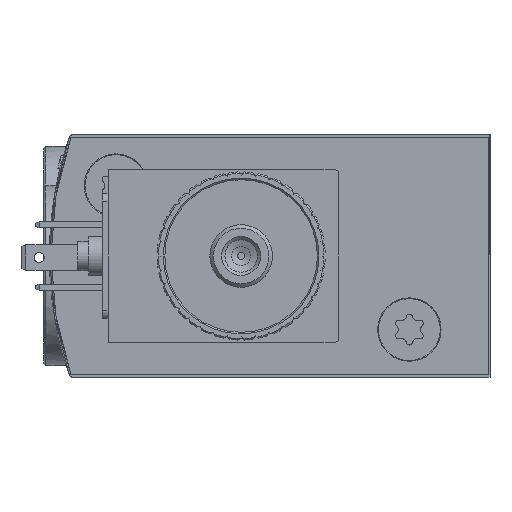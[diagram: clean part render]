
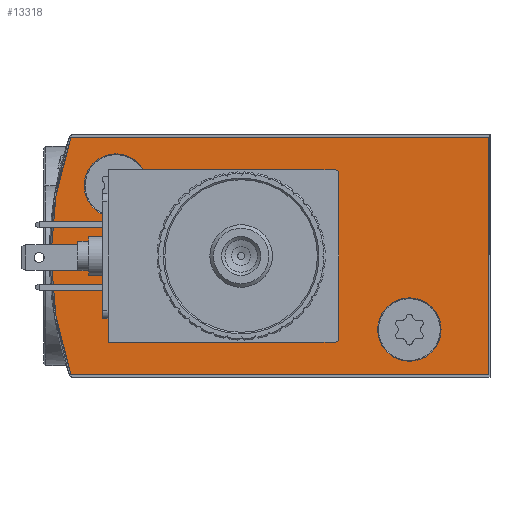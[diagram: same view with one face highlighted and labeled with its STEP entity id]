
A CAD part, left-side view. The second image highlights one B-rep face of the part: STEP entity #13318.
In plain terms, the highlighted planar face has unit normal (-1, 0, 0).
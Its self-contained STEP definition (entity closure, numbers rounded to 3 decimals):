
#1104=LINE('',#22756,#2276);
#1107=LINE('',#22764,#2279);
#1110=LINE('',#22770,#2282);
#2276=VECTOR('',#18655,1000.);
#2279=VECTOR('',#18662,1000.);
#2282=VECTOR('',#18667,1000.);
#4530=ORIENTED_EDGE('',*,*,#7482,.F.);
#4531=ORIENTED_EDGE('',*,*,#7483,.T.);
#4532=ORIENTED_EDGE('',*,*,#7484,.T.);
#4533=ORIENTED_EDGE('',*,*,#7465,.F.);
#4534=ORIENTED_EDGE('',*,*,#7449,.F.);
#4535=ORIENTED_EDGE('',*,*,#7478,.F.);
#4536=ORIENTED_EDGE('',*,*,#7475,.F.);
#4537=ORIENTED_EDGE('',*,*,#7472,.F.);
#4538=ORIENTED_EDGE('',*,*,#7468,.F.);
#7449=EDGE_CURVE('',#9090,#9091,#10075,.T.);
#7465=EDGE_CURVE('',#9091,#9106,#10083,.T.);
#7468=EDGE_CURVE('',#9106,#9108,#1104,.T.);
#7472=EDGE_CURVE('',#9108,#9111,#1107,.T.);
#7475=EDGE_CURVE('',#9111,#9113,#1110,.T.);
#7478=EDGE_CURVE('',#9113,#9090,#10086,.T.);
#7482=EDGE_CURVE('',#9117,#9117,#10090,.F.);
#7483=EDGE_CURVE('',#9118,#9118,#10091,.T.);
#7484=EDGE_CURVE('',#9119,#9119,#10092,.T.);
#9090=VERTEX_POINT('',#22718);
#9091=VERTEX_POINT('',#22719);
#9106=VERTEX_POINT('',#22751);
#9108=VERTEX_POINT('',#22757);
#9111=VERTEX_POINT('',#22765);
#9113=VERTEX_POINT('',#22771);
#9117=VERTEX_POINT('',#22785);
#9118=VERTEX_POINT('',#22787);
#9119=VERTEX_POINT('',#22789);
#10075=CIRCLE('',#16089,46.5);
#10083=CIRCLE('',#16098,0.2);
#10086=CIRCLE('',#16105,0.2);
#10090=CIRCLE('',#16111,5.);
#10091=CIRCLE('',#16112,4.05);
#10092=CIRCLE('',#16113,4.05);
#10860=EDGE_LOOP('',(#4530));
#10861=EDGE_LOOP('',(#4531));
#10862=EDGE_LOOP('',(#4532));
#10863=EDGE_LOOP('',(#4533,#4534,#4535,#4536,#4537,#4538));
#11913=FACE_BOUND('',#10860,.T.);
#11914=FACE_BOUND('',#10861,.T.);
#11915=FACE_BOUND('',#10862,.T.);
#11916=FACE_BOUND('',#10863,.T.);
#12744=PLANE('',#16110);
#13318=ADVANCED_FACE('',(#11913,#11914,#11915,#11916),#12744,.F.);
#16089=AXIS2_PLACEMENT_3D('',#22717,#18622,#18623);
#16098=AXIS2_PLACEMENT_3D('',#22750,#18648,#18649);
#16105=AXIS2_PLACEMENT_3D('',#22776,#18672,#18673);
#16110=AXIS2_PLACEMENT_3D('',#22783,#18682,#18683);
#16111=AXIS2_PLACEMENT_3D('',#22784,#18684,#18685);
#16112=AXIS2_PLACEMENT_3D('',#22786,#18686,#18687);
#16113=AXIS2_PLACEMENT_3D('',#22788,#18688,#18689);
#18622=DIRECTION('',(1.,0.,0.));
#18623=DIRECTION('',(0.,0.,-1.));
#18648=DIRECTION('',(1.,0.,0.));
#18649=DIRECTION('',(0.,0.,-1.));
#18655=DIRECTION('',(0.,-1.,0.));
#18662=DIRECTION('',(0.,0.,-1.));
#18667=DIRECTION('',(0.,1.,0.));
#18672=DIRECTION('',(1.,0.,0.));
#18673=DIRECTION('',(0.,0.,-1.));
#18682=DIRECTION('',(1.,0.,0.));
#18683=DIRECTION('',(0.,0.,-1.));
#18684=DIRECTION('',(1.,0.,0.));
#18685=DIRECTION('',(0.,0.,-1.));
#18686=DIRECTION('',(1.,0.,0.));
#18687=DIRECTION('',(0.,0.,-1.));
#18688=DIRECTION('',(1.,0.,0.));
#18689=DIRECTION('',(0.,0.,-1.));
#22717=CARTESIAN_POINT('',(0.,9.6,0.));
#22718=CARTESIAN_POINT('',(0.,53.592,-15.065));
#22719=CARTESIAN_POINT('',(0.,53.592,15.065));
#22750=CARTESIAN_POINT('',(0.,53.403,15.));
#22751=CARTESIAN_POINT('',(0.,53.403,15.2));
#22756=CARTESIAN_POINT('',(0.,53.403,15.2));
#22757=CARTESIAN_POINT('',(0.,0.2,15.2));
#22764=CARTESIAN_POINT('',(0.,0.2,15.2));
#22765=CARTESIAN_POINT('',(0.,0.2,-15.2));
#22770=CARTESIAN_POINT('',(0.,0.2,-15.2));
#22771=CARTESIAN_POINT('',(0.,53.403,-15.2));
#22776=CARTESIAN_POINT('',(0.,53.403,-15.));
#22783=CARTESIAN_POINT('',(0.,53.403,15.));
#22784=CARTESIAN_POINT('',(0.,31.8,0.));
#22785=CARTESIAN_POINT('',(0.,31.8,-5.));
#22786=CARTESIAN_POINT('',(0.,47.8,9.));
#22787=CARTESIAN_POINT('',(0.,47.8,4.95));
#22788=CARTESIAN_POINT('',(0.,10.3,-9.4));
#22789=CARTESIAN_POINT('',(0.,10.3,-13.45));
